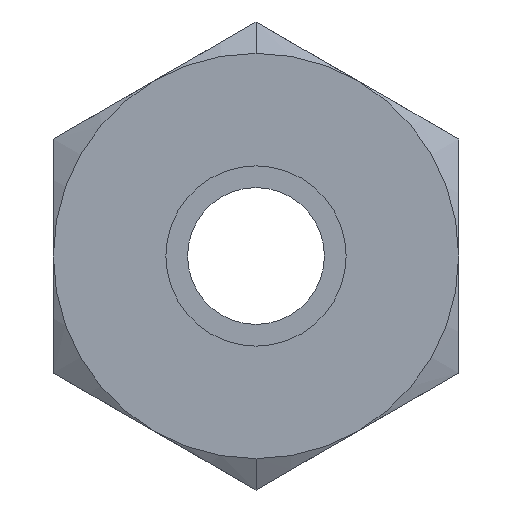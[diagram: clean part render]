
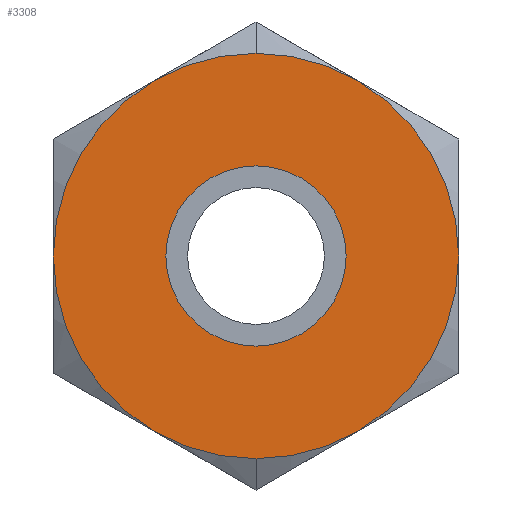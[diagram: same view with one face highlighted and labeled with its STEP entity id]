
A CAD part, left-side view. The second image highlights one B-rep face of the part: STEP entity #3308.
In plain terms, the highlighted planar face has unit normal (-1, 0, 0).
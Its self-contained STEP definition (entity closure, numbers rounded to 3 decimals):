
#2 = EDGE_CURVE ( 'NONE', #6141, #4094, #317, .T. ) ;
#304 = ORIENTED_EDGE ( 'NONE', *, *, #5044, .F. ) ;
#317 = CIRCLE ( 'NONE', #3404, 3.175 ) ;
#354 = FACE_BOUND ( 'NONE', #523, .T. ) ;
#389 = AXIS2_PLACEMENT_3D ( 'NONE', #2352, #3037, #3689 ) ;
#462 = DIRECTION ( 'NONE',  ( 1., 0., 0. ) ) ;
#523 = EDGE_LOOP ( 'NONE', ( #5313, #1677 ) ) ;
#921 = DIRECTION ( 'NONE',  ( 0., 0., 1. ) ) ;
#1677 = ORIENTED_EDGE ( 'NONE', *, *, #2, .T. ) ;
#1829 = PLANE ( 'NONE',  #4540 ) ;
#1990 = ORIENTED_EDGE ( 'NONE', *, *, #8772, .F. ) ;
#2352 = CARTESIAN_POINT ( 'NONE',  ( 0., 0., 0. ) ) ;
#2377 = CARTESIAN_POINT ( 'NONE',  ( 0., 0., 3.175 ) ) ;
#2897 = VERTEX_POINT ( 'NONE', #7027 ) ;
#3037 = DIRECTION ( 'NONE',  ( 1., 0., 0. ) ) ;
#3273 = DIRECTION ( 'NONE',  ( 0., 0., -1. ) ) ;
#3308 = ADVANCED_FACE ( 'NONE', ( #354, #6029 ), #1829, .T. ) ;
#3404 = AXIS2_PLACEMENT_3D ( 'NONE', #4494, #4545, #921 ) ;
#3689 = DIRECTION ( 'NONE',  ( 0., 0., 1. ) ) ;
#3870 = CARTESIAN_POINT ( 'NONE',  ( 0., 0., -3.175 ) ) ;
#3909 = CIRCLE ( 'NONE', #5854, 3.175 ) ;
#4043 = CARTESIAN_POINT ( 'NONE',  ( 0., 0., 0. ) ) ;
#4094 = VERTEX_POINT ( 'NONE', #3870 ) ;
#4494 = CARTESIAN_POINT ( 'NONE',  ( 0., 0., 0. ) ) ;
#4540 = AXIS2_PLACEMENT_3D ( 'NONE', #6761, #4596, #4690 ) ;
#4545 = DIRECTION ( 'NONE',  ( 1., 0., 0. ) ) ;
#4596 = DIRECTION ( 'NONE',  ( -1., 0., 0. ) ) ;
#4690 = DIRECTION ( 'NONE',  ( 0., 0., 1. ) ) ;
#5036 = AXIS2_PLACEMENT_3D ( 'NONE', #6777, #462, #3273 ) ;
#5044 = EDGE_CURVE ( 'NONE', #2897, #7388, #9006, .T. ) ;
#5313 = ORIENTED_EDGE ( 'NONE', *, *, #8521, .T. ) ;
#5842 = EDGE_LOOP ( 'NONE', ( #1990, #304 ) ) ;
#5854 = AXIS2_PLACEMENT_3D ( 'NONE', #4043, #6133, #6822 ) ;
#6029 = FACE_OUTER_BOUND ( 'NONE', #5842, .T. ) ;
#6133 = DIRECTION ( 'NONE',  ( 1., 0., 0. ) ) ;
#6141 = VERTEX_POINT ( 'NONE', #2377 ) ;
#6761 = CARTESIAN_POINT ( 'NONE',  ( 0., 0., 3.57 ) ) ;
#6777 = CARTESIAN_POINT ( 'NONE',  ( 0., 0., 0. ) ) ;
#6822 = DIRECTION ( 'NONE',  ( 0., 0., -1. ) ) ;
#7027 = CARTESIAN_POINT ( 'NONE',  ( 0., 0., -7.14 ) ) ;
#7388 = VERTEX_POINT ( 'NONE', #8221 ) ;
#8204 = CIRCLE ( 'NONE', #389, 7.14 ) ;
#8221 = CARTESIAN_POINT ( 'NONE',  ( 0., 0., 7.14 ) ) ;
#8521 = EDGE_CURVE ( 'NONE', #4094, #6141, #3909, .T. ) ;
#8772 = EDGE_CURVE ( 'NONE', #7388, #2897, #8204, .T. ) ;
#9006 = CIRCLE ( 'NONE', #5036, 7.14 ) ;
